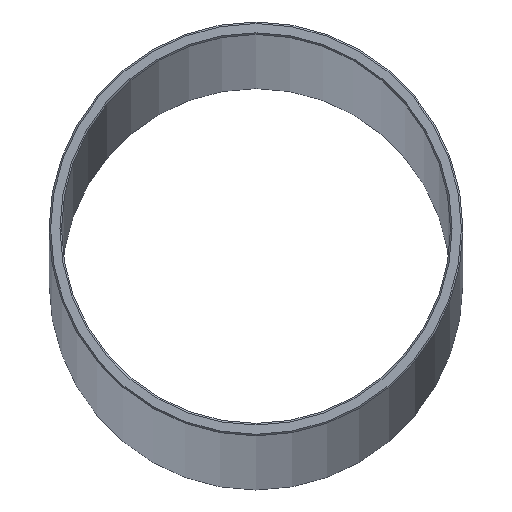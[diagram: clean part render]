
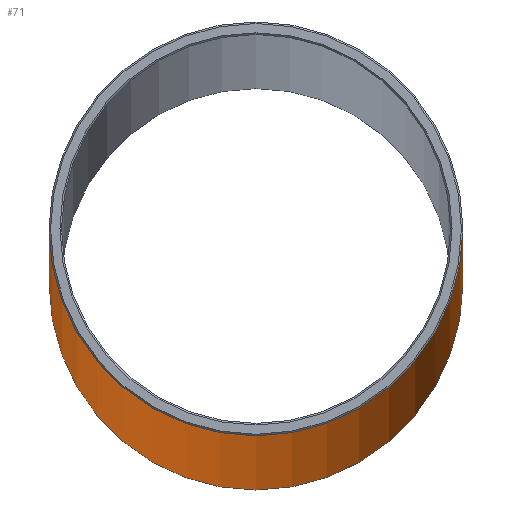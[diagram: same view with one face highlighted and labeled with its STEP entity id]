
A CAD part, top view. The second image highlights one B-rep face of the part: STEP entity #71.
In plain terms, the highlighted cylindrical face has radius 20 mm (diameter 40 mm), a full revolution.
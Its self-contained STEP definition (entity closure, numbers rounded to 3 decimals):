
#4 = DIRECTION ( 'NONE',  ( 1., 0., 0. ) ) ;
#8 = AXIS2_PLACEMENT_3D ( 'NONE', #135, #185, #170 ) ;
#12 = VERTEX_POINT ( 'NONE', #27 ) ;
#21 = DIRECTION ( 'NONE',  ( 0., 0., 1. ) ) ;
#27 = CARTESIAN_POINT ( 'NONE',  ( 20., 0., -2999.85 ) ) ;
#36 = CYLINDRICAL_SURFACE ( 'NONE', #72, 20. ) ;
#42 = EDGE_LOOP ( 'NONE', ( #200 ) ) ;
#52 = DIRECTION ( 'NONE',  ( 1., 0., 0. ) ) ;
#68 = CARTESIAN_POINT ( 'NONE',  ( 0., 0., -2999.85 ) ) ;
#71 = ADVANCED_FACE ( 'NONE', ( #214, #179 ), #36, .T. ) ;
#72 = AXIS2_PLACEMENT_3D ( 'NONE', #147, #21, #4 ) ;
#85 = AXIS2_PLACEMENT_3D ( 'NONE', #68, #149, #52 ) ;
#89 = CIRCLE ( 'NONE', #85, 20. ) ;
#107 = VERTEX_POINT ( 'NONE', #121 ) ;
#109 = ORIENTED_EDGE ( 'NONE', *, *, #208, .T. ) ;
#121 = CARTESIAN_POINT ( 'NONE',  ( 20., 0., -0.15 ) ) ;
#135 = CARTESIAN_POINT ( 'NONE',  ( 0., 0., -0.15 ) ) ;
#138 = EDGE_LOOP ( 'NONE', ( #109 ) ) ;
#142 = EDGE_CURVE ( 'NONE', #12, #12, #89, .T. ) ;
#147 = CARTESIAN_POINT ( 'NONE',  ( 0., 0., -3000. ) ) ;
#149 = DIRECTION ( 'NONE',  ( 0., 0., 1. ) ) ;
#170 = DIRECTION ( 'NONE',  ( 1., 0., 0. ) ) ;
#179 = FACE_OUTER_BOUND ( 'NONE', #138, .T. ) ;
#185 = DIRECTION ( 'NONE',  ( 0., 0., -1. ) ) ;
#200 = ORIENTED_EDGE ( 'NONE', *, *, #142, .T. ) ;
#208 = EDGE_CURVE ( 'NONE', #107, #107, #209, .T. ) ;
#209 = CIRCLE ( 'NONE', #8, 20. ) ;
#214 = FACE_OUTER_BOUND ( 'NONE', #42, .T. ) ;
